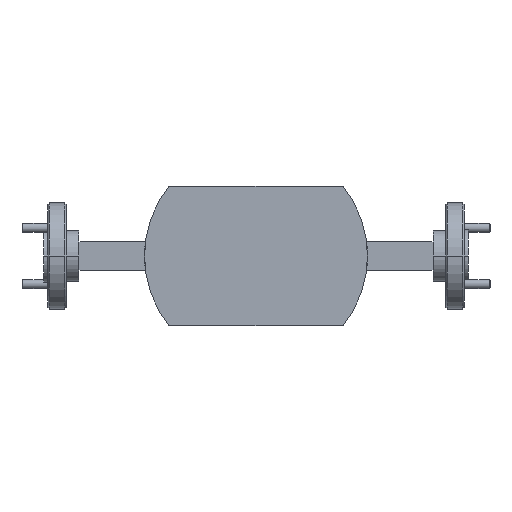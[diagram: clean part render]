
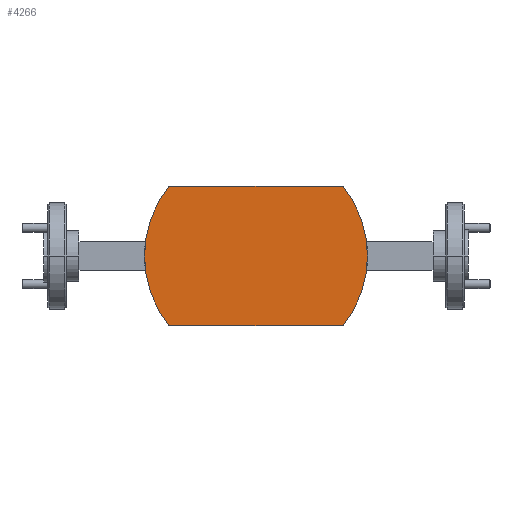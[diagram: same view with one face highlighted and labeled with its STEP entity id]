
A CAD part, front view. The second image highlights one B-rep face of the part: STEP entity #4266.
In plain terms, the highlighted planar face has unit normal (0, -1, 0).
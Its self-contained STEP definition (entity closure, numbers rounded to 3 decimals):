
#44 = DIRECTION ( 'NONE',  ( 1., 0., 0. ) ) ;
#194 = CIRCLE ( 'NONE', #1726, 20.003 ) ;
#288 = EDGE_CURVE ( 'NONE', #3678, #2218, #194, .T. ) ;
#455 = EDGE_CURVE ( 'NONE', #1842, #3678, #2952, .T. ) ;
#475 = ORIENTED_EDGE ( 'NONE', *, *, #3198, .T. ) ;
#512 = EDGE_CURVE ( 'NONE', #2218, #3405, #1501, .T. ) ;
#516 = DIRECTION ( 'NONE',  ( 0., -1., 0. ) ) ;
#585 = EDGE_LOOP ( 'NONE', ( #475, #4994, #1862, #3957, #3806 ) ) ;
#592 = CARTESIAN_POINT ( 'NONE',  ( 38.1, -5.601, 0. ) ) ;
#603 = CARTESIAN_POINT ( 'NONE',  ( 38.1, -5.601, 0. ) ) ;
#611 = DIRECTION ( 'NONE',  ( 0., -1., 0. ) ) ;
#763 = EDGE_CURVE ( 'NONE', #2563, #1842, #2575, .T. ) ;
#901 = CARTESIAN_POINT ( 'NONE',  ( 22.482, -5.601, -12.497 ) ) ;
#1251 = CARTESIAN_POINT ( 'NONE',  ( 22.482, -5.601, -12.497 ) ) ;
#1325 = AXIS2_PLACEMENT_3D ( 'NONE', #592, #611, #1416 ) ;
#1416 = DIRECTION ( 'NONE',  ( 1., 0., 0. ) ) ;
#1452 = DIRECTION ( 'NONE',  ( 0., -1., 0. ) ) ;
#1501 = LINE ( 'NONE', #1251, #4951 ) ;
#1529 = CARTESIAN_POINT ( 'NONE',  ( 53.718, -5.601, -12.497 ) ) ;
#1726 = AXIS2_PLACEMENT_3D ( 'NONE', #2619, #3812, #2273 ) ;
#1801 = PLANE ( 'NONE',  #1325 ) ;
#1842 = VERTEX_POINT ( 'NONE', #3002 ) ;
#1862 = ORIENTED_EDGE ( 'NONE', *, *, #455, .T. ) ;
#2218 = VERTEX_POINT ( 'NONE', #901 ) ;
#2273 = DIRECTION ( 'NONE',  ( 1., 0., 0. ) ) ;
#2542 = FACE_OUTER_BOUND ( 'NONE', #585, .T. ) ;
#2561 = CARTESIAN_POINT ( 'NONE',  ( 38.1, -5.601, 0. ) ) ;
#2563 = VERTEX_POINT ( 'NONE', #3675 ) ;
#2575 = CIRCLE ( 'NONE', #3674, 20.002 ) ;
#2619 = CARTESIAN_POINT ( 'NONE',  ( 38.1, -5.601, 0. ) ) ;
#2952 = LINE ( 'NONE', #4362, #4511 ) ;
#3002 = CARTESIAN_POINT ( 'NONE',  ( 53.718, -5.601, 12.497 ) ) ;
#3198 = EDGE_CURVE ( 'NONE', #3405, #2563, #3613, .T. ) ;
#3263 = AXIS2_PLACEMENT_3D ( 'NONE', #2561, #516, #4582 ) ;
#3405 = VERTEX_POINT ( 'NONE', #1529 ) ;
#3613 = CIRCLE ( 'NONE', #3263, 20.002 ) ;
#3674 = AXIS2_PLACEMENT_3D ( 'NONE', #603, #1452, #5057 ) ;
#3675 = CARTESIAN_POINT ( 'NONE',  ( 58.102, -5.601, 0. ) ) ;
#3678 = VERTEX_POINT ( 'NONE', #4509 ) ;
#3806 = ORIENTED_EDGE ( 'NONE', *, *, #512, .T. ) ;
#3812 = DIRECTION ( 'NONE',  ( 0., -1., 0. ) ) ;
#3957 = ORIENTED_EDGE ( 'NONE', *, *, #288, .T. ) ;
#4266 = ADVANCED_FACE ( 'NONE', ( #2542 ), #1801, .T. ) ;
#4362 = CARTESIAN_POINT ( 'NONE',  ( 22.482, -5.601, 12.497 ) ) ;
#4509 = CARTESIAN_POINT ( 'NONE',  ( 22.482, -5.601, 12.497 ) ) ;
#4511 = VECTOR ( 'NONE', #5178, 1000. ) ;
#4582 = DIRECTION ( 'NONE',  ( 1., 0., 0. ) ) ;
#4951 = VECTOR ( 'NONE', #44, 1000. ) ;
#4994 = ORIENTED_EDGE ( 'NONE', *, *, #763, .T. ) ;
#5057 = DIRECTION ( 'NONE',  ( 1., 0., 0. ) ) ;
#5178 = DIRECTION ( 'NONE',  ( -1., 0., 0. ) ) ;
